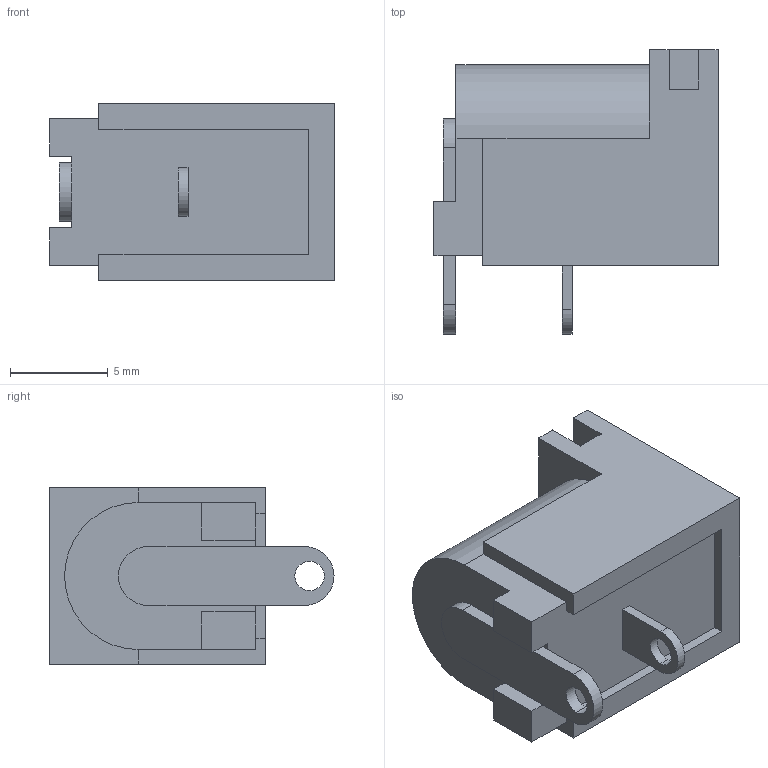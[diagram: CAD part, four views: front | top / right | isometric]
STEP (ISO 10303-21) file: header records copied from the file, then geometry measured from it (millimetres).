
FILE_DESCRIPTION (( 'STEP AP214' ), '1' );
FILE_NAME ('PJ-037AH.STEP', '2022-11-25T14:00:53', ( '' ), ( '' ), 'SwSTEP 2.0', 'SolidWorks 2017', '' );
FILE_SCHEMA (( 'AUTOMOTIVE_DESIGN' ));
Length unit declared in the file: millimetre
Products named in the file (2): PJ-037AH
Assembly tree (1 placements, depth 2):
  PJ-037AH
    PJ-037AH
Bounding box: 14.5 x 14.5 x 9 mm (x, y, z)
Volume: 840.7 mm3; surface area: 1072.6 mm2
Topology: 4 solids, 4 shells, 57 faces, 142 edges, 92 vertices
Faces by surface type: plane 42, cylinder 12, cone 2, bspline 1
Entity records: 1780 total; most frequent: CARTESIAN_POINT 308, DIRECTION 286, ORIENTED_EDGE 280, EDGE_CURVE 140, LINE 114, VECTOR 114, VERTEX_POINT 92, AXIS2_PLACEMENT_3D 86
